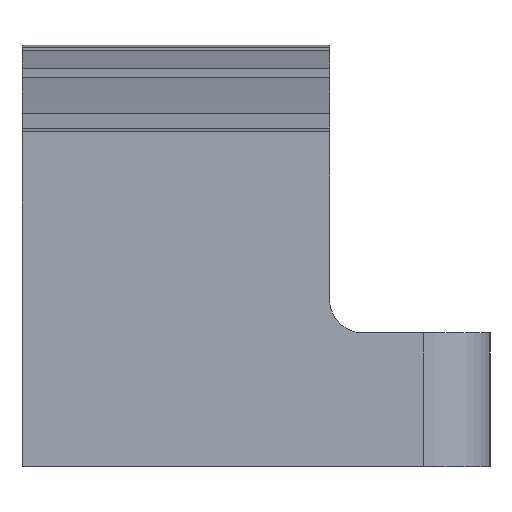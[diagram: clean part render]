
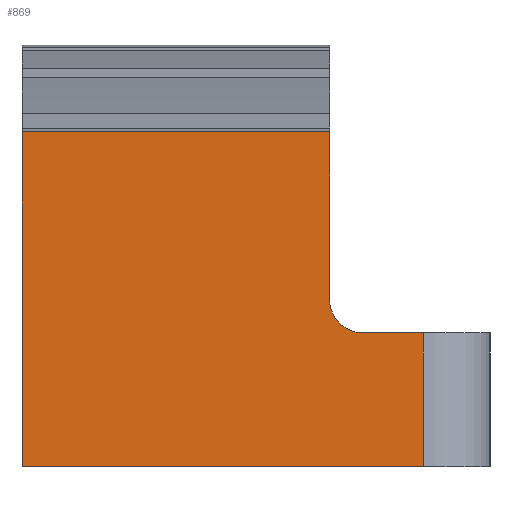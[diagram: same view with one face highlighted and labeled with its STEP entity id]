
A CAD part, left-side view. The second image highlights one B-rep face of the part: STEP entity #869.
In plain terms, the highlighted planar face has unit normal (-1, 0, 0).
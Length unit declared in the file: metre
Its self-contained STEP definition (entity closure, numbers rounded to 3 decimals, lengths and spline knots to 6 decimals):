
#19=PLANE('',#977);
#105=CIRCLE('',#978,0.0005);
#219=ORIENTED_EDGE('',*,*,#472,.F.);
#220=ORIENTED_EDGE('',*,*,#479,.T.);
#221=ORIENTED_EDGE('',*,*,#480,.F.);
#222=ORIENTED_EDGE('',*,*,#481,.T.);
#223=ORIENTED_EDGE('',*,*,#401,.T.);
#224=ORIENTED_EDGE('',*,*,#466,.T.);
#225=ORIENTED_EDGE('',*,*,#431,.F.);
#401=EDGE_CURVE('',#535,#534,#622,.T.);
#431=EDGE_CURVE('',#564,#565,#635,.T.);
#466=EDGE_CURVE('',#534,#565,#650,.T.);
#472=EDGE_CURVE('',#601,#564,#653,.T.);
#479=EDGE_CURVE('',#601,#605,#658,.F.);
#480=EDGE_CURVE('',#606,#605,#659,.T.);
#481=EDGE_CURVE('',#606,#535,#105,.F.);
#534=VERTEX_POINT('',#1344);
#535=VERTEX_POINT('',#1346);
#564=VERTEX_POINT('',#1406);
#565=VERTEX_POINT('',#1407);
#601=VERTEX_POINT('',#1485);
#605=VERTEX_POINT('',#1499);
#606=VERTEX_POINT('',#1501);
#622=LINE('',#1345,#697);
#635=LINE('',#1405,#710);
#650=LINE('',#1476,#725);
#653=LINE('',#1486,#728);
#658=LINE('',#1498,#733);
#659=LINE('',#1500,#734);
#697=VECTOR('',#1059,1.);
#710=VECTOR('',#1108,1.);
#725=VECTOR('',#1165,1.);
#728=VECTOR('',#1176,1.);
#733=VECTOR('',#1189,1.);
#734=VECTOR('',#1190,1.);
#773=EDGE_LOOP('',(#219,#220,#221,#222,#223,#224,#225));
#820=FACE_BOUND('',#773,.T.);
#869=ADVANCED_FACE('',(#820),#19,.T.);
#977=AXIS2_PLACEMENT_3D('',#1497,#1187,#1188);
#978=AXIS2_PLACEMENT_3D('',#1502,#1191,#1192);
#1059=DIRECTION('',(0.,0.,1.));
#1108=DIRECTION('',(0.,0.,1.));
#1165=DIRECTION('',(0.,1.,0.));
#1176=DIRECTION('',(0.,1.,0.));
#1187=DIRECTION('',(-1.,0.,0.));
#1188=DIRECTION('',(0.,0.,1.));
#1189=DIRECTION('',(0.,0.,-1.));
#1190=DIRECTION('',(0.,-1.,0.));
#1191=DIRECTION('',(-1.,0.,0.));
#1192=DIRECTION('',(0.,0.,1.));
#1344=CARTESIAN_POINT('',(0.,-0.0046,0.005007));
#1345=CARTESIAN_POINT('',(0.,-0.0046,0.002));
#1346=CARTESIAN_POINT('',(0.,-0.0046,0.0025));
#1405=CARTESIAN_POINT('',(0.,0.,0.002));
#1406=CARTESIAN_POINT('',(0.,0.,0.));
#1407=CARTESIAN_POINT('',(0.,0.,0.005007));
#1476=CARTESIAN_POINT('',(0.,-0.0046,0.005007));
#1485=CARTESIAN_POINT('',(0.,-0.006,0.));
#1486=CARTESIAN_POINT('',(0.,-0.0046,0.));
#1497=CARTESIAN_POINT('',(0.,-0.0046,0.002));
#1498=CARTESIAN_POINT('',(0.,-0.006,0.002));
#1499=CARTESIAN_POINT('',(0.,-0.006,0.002));
#1500=CARTESIAN_POINT('',(0.,-0.0058,0.002));
#1501=CARTESIAN_POINT('',(0.,-0.0051,0.002));
#1502=CARTESIAN_POINT('',(0.,-0.0051,0.0025));
